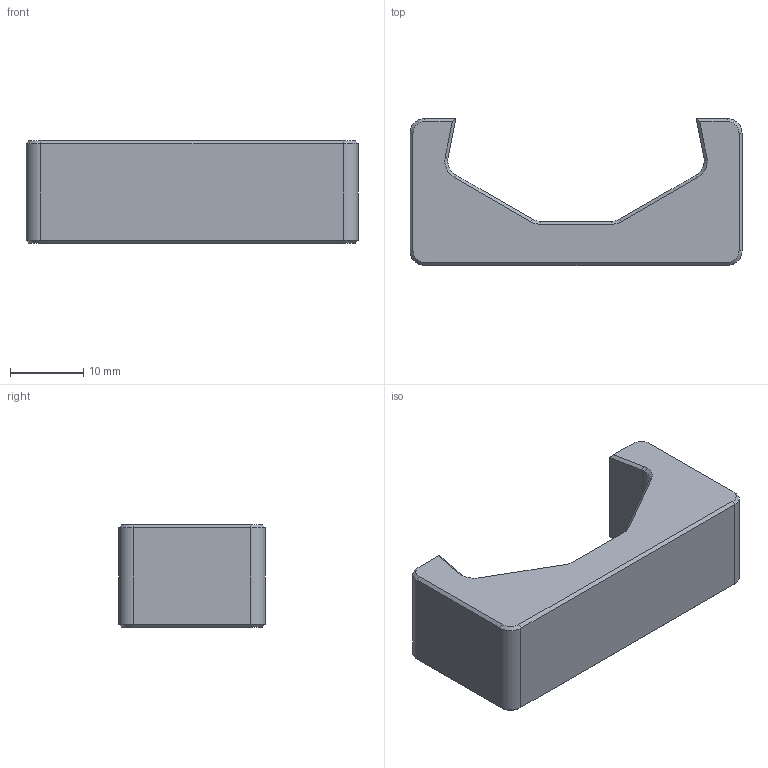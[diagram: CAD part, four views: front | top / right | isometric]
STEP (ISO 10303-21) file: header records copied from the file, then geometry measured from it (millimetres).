
FILE_DESCRIPTION (( 'STEP AP203' ), '1' );
FILE_NAME ('Coffin Dodger Y Splitter Jig Step 1.STEP', '2025-03-04T10:44:15', ( '' ), ( '' ), 'SwSTEP 2.0', 'SolidWorks 2025', '' );
FILE_SCHEMA (( 'CONFIG_CONTROL_DESIGN' ));
Length unit declared in the file: millimetre
Products named in the file (1): Coffin Dodger Y Splitter Jig Step 1
Bounding box: 45.2 x 20 x 14 mm (x, y, z)
Volume: 7004.4 mm3; surface area: 2988.4 mm2
Topology: 1 solids, 1 shells, 59 faces, 134 edges, 77 vertices
Faces by surface type: plane 32, cone 18, cylinder 9
Entity records: 1686 total; most frequent: DIRECTION 291, CARTESIAN_POINT 271, ORIENTED_EDGE 268, EDGE_CURVE 134, LINE 97, AXIS2_PLACEMENT_3D 97, VECTOR 97, VERTEX_POINT 77
